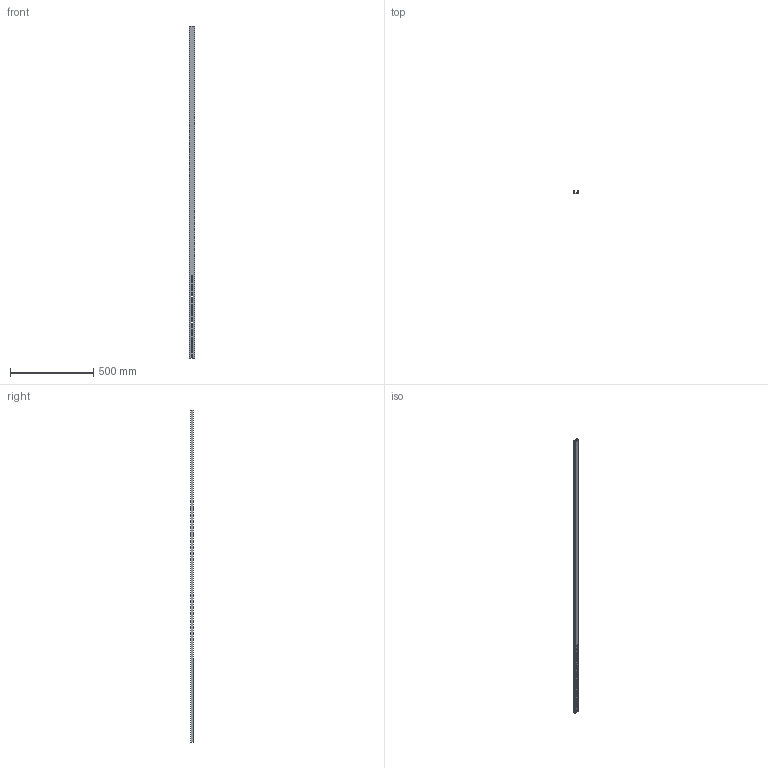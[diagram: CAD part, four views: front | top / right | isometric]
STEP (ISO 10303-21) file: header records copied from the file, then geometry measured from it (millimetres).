
FILE_DESCRIPTION (( 'STEP AP214' ), '1' );
FILE_NAME ('1104501.STEP', '2026-01-30T09:44:45', ( '' ), ( '' ), 'SwSTEP 2.0', 'SolidWorks 2024', '' );
FILE_SCHEMA (( 'AUTOMOTIVE_DESIGN' ));
Length unit declared in the file: millimetre
Products named in the file (1): 1104501
Bounding box: 35 x 17.91 x 2000 mm (x, y, z)
Volume: 197979.2 mm3; surface area: 323133.7 mm2
Topology: 1 solids, 1 shells, 168 faces, 466 edges, 300 vertices
Faces by surface type: plane 90, cylinder 78
Entity records: 5473 total; most frequent: DIRECTION 960, CARTESIAN_POINT 935, ORIENTED_EDGE 932, EDGE_CURVE 466, AXIS2_PLACEMENT_3D 325, VECTOR 310, LINE 310, VERTEX_POINT 300
